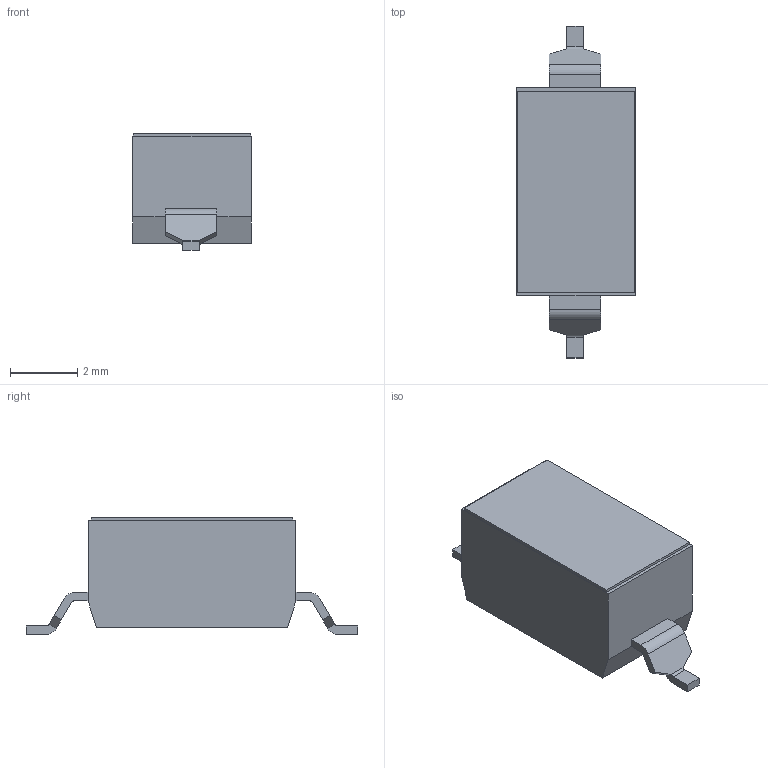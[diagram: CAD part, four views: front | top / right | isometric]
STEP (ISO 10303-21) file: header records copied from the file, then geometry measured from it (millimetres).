
FILE_DESCRIPTION(/* description */ (''),/* implementation_level */ '2;1');
FILE_NAME(/* name */ 'KAG01TGGx.stp',/* time_stamp */ '2023-11-29T11:12:32-06:00',/* author */ ('mroman'),/* organization */ (''),/* preprocessor_version */ 'ST-DEVELOPER v18.1',/* originating_system */ 'Autodesk Inventor 2022',/* authorisation */ '');
FILE_SCHEMA (('AUTOMOTIVE_DESIGN { 1 0 10303 214 3 1 1 }'));
Length unit declared in the file: millimetre
Products named in the file (1): KAG01TGGx
Bounding box: 3.54 x 9.9 x 3.48 mm (x, y, z)
Volume: 72.1 mm3; surface area: 125 mm2
Topology: 1 solids, 2 shells, 62 faces, 160 edges, 102 vertices
Faces by surface type: plane 54, cylinder 8
Entity records: 1891 total; most frequent: CARTESIAN_POINT 325, ORIENTED_EDGE 320, DIRECTION 302, EDGE_CURVE 160, LINE 144, VECTOR 144, VERTEX_POINT 102, AXIS2_PLACEMENT_3D 79
